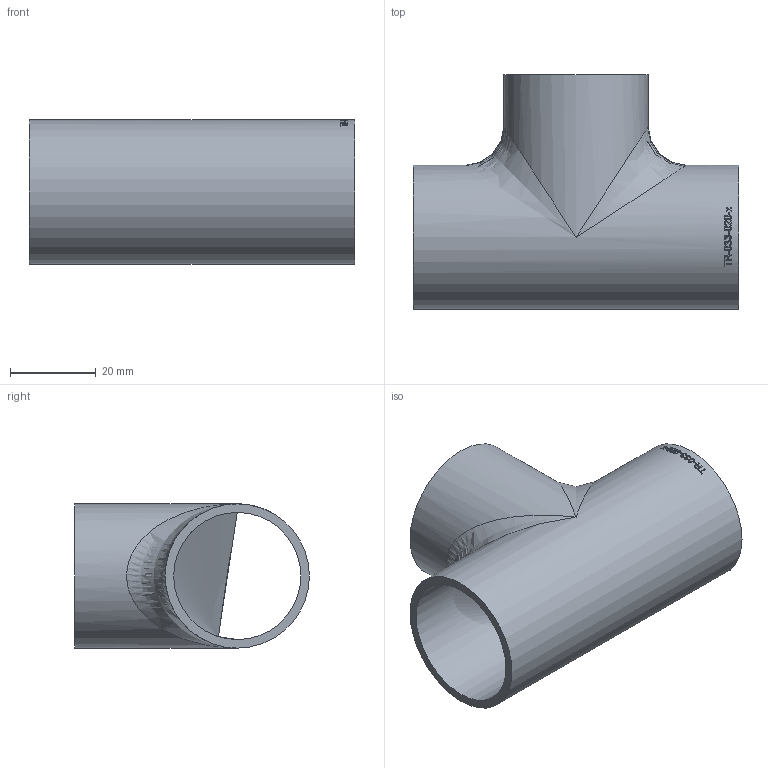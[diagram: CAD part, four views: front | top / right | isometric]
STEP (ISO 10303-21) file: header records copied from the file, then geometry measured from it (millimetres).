
FILE_DESCRIPTION (( 'STEP AP214' ), '1' );
FILE_NAME ('TR-033-020-x T-Stück Ø33,7x2,0 L76 1609.STEP', '2019-09-26T13:36:46', ( '' ), ( '' ), 'SwSTEP 2.0', 'SolidWorks 2016', '' );
FILE_SCHEMA (( 'AUTOMOTIVE_DESIGN' ));
Length unit declared in the file: millimetre
Products named in the file (1): TR-033-020-x T-Stück Ø33,7x2,0 L76 1609
Bounding box: 76 x 54.85 x 33.7 mm (x, y, z)
Volume: 18463.4 mm3; surface area: 19058.2 mm2
Topology: 1 solids, 1 shells, 160 faces, 430 edges, 278 vertices
Faces by surface type: bspline 99, plane 39, cylinder 22
Full cylindrical faces by diameter (mm): 29.7 x2, 33.7 x2
Entity records: 15177 total; most frequent: CARTESIAN_POINT 10554, ORIENTED_EDGE 814, EDGE_CURVE 407, B_SPLINE_CURVE_WITH_KNOTS 293, DIRECTION 276, VERTEX_POINT 272, EDGE_LOOP 183, FACE_OUTER_BOUND 162
